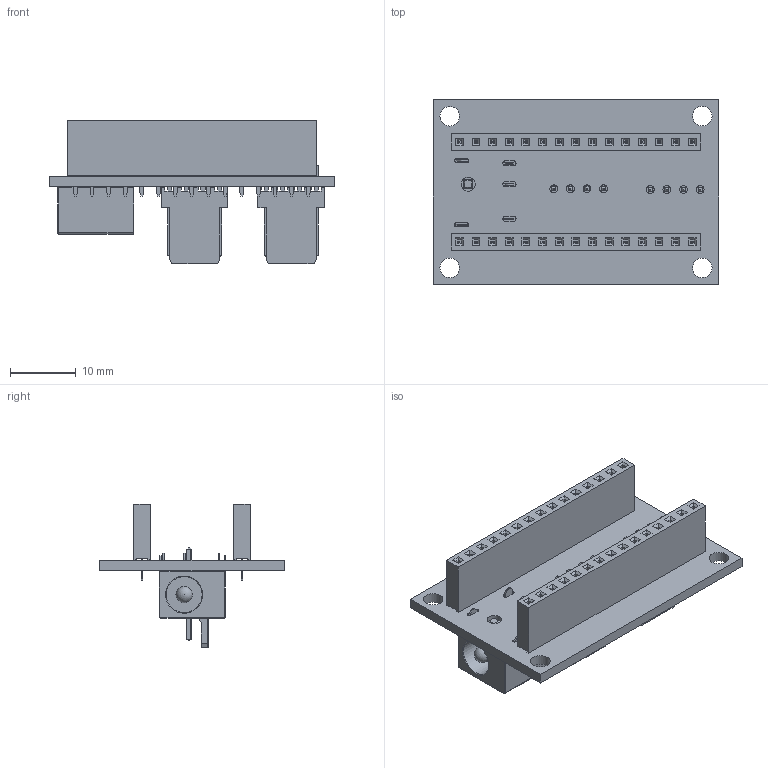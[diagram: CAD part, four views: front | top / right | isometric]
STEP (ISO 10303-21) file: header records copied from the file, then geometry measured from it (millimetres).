
FILE_DESCRIPTION(('KiCad electronic assembly'),'2;1');
FILE_NAME('nano-fan-5-mnt.step','2025-01-27T10:45:53',('Pcbnew'),( 'Kicad'),'Open CASCADE STEP processor 7.8','KiCad to STEP converter' ,'Unknown');
FILE_SCHEMA(('AUTOMOTIVE_DESIGN { 1 0 10303 214 1 1 1 1 }'));
Length unit declared in the file: millimetre
Products named in the file (8): nano-fan-5-mnt 1; PinSocket_1x15_P2.54mm_Vertical; BarrelJack_CUI_PJ-079BH_Horizontal; Body001; Molex_KK-254_AE-6410-04A_1x04_P2.54mm_Vertical; Molex_AE_6410_04A; nano-fan-5_PCB
Assembly tree (9 placements, depth 3):
  nano-fan-5-mnt 1
    PinSocket_1x15_P2.54mm_Vertical  x2
      PinSocket_1x15_P2.54mm_Vertical
    BarrelJack_CUI_PJ-079BH_Horizontal
      Body001
    Molex_KK-254_AE-6410-04A_1x04_P2.54mm_Vertical  x2
      Molex_AE_6410_04A
    nano-fan-5_PCB
Bounding box: 43.54 x 28.14 x 21.9 mm (x, y, z)
Volume: 4562 mm3; surface area: 7269.3 mm2
Topology: 6 solids, 6 shells, 1179 faces, 3049 edges, 1960 vertices
Faces by surface type: plane 1091, cylinder 78, torus 5, sphere 5
Full cylindrical faces by diameter (mm): 1 x30, 1.19 x8, 2.13 x1, 2.5 x1, 3 x4, 5.5 x1
Entity records: 23743 total; most frequent: CARTESIAN_POINT 3485, ORIENTED_EDGE 3422, DIRECTION 3216, EDGE_CURVE 1711, LINE 1550, VECTOR 1550, VERTEX_POINT 1102, AXIS2_PLACEMENT_3D 833
